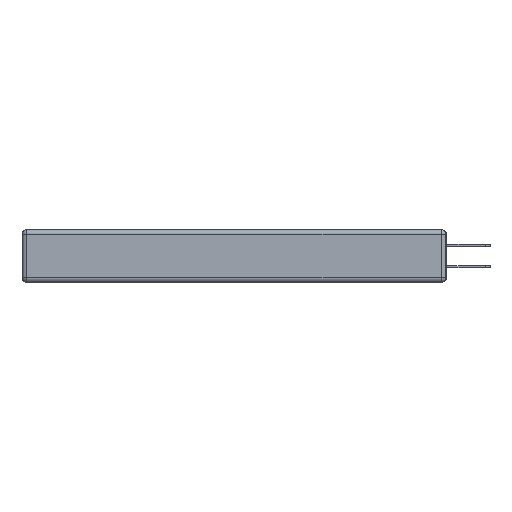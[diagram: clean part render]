
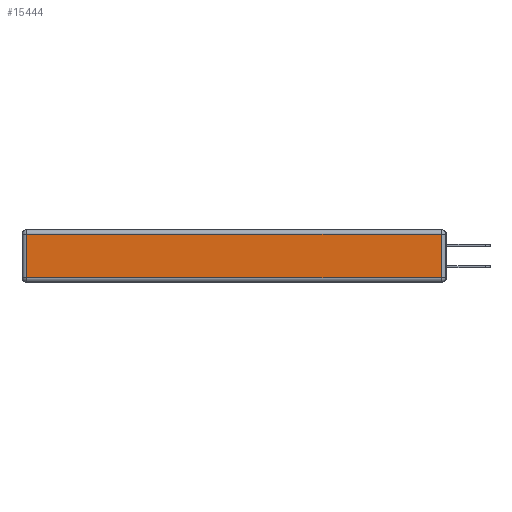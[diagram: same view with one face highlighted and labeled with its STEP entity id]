
A CAD part, left-side view. The second image highlights one B-rep face of the part: STEP entity #15444.
In plain terms, the highlighted planar face has unit normal (-1, 0, 0).
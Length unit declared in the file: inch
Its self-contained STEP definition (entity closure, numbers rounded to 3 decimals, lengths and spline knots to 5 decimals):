
#46 = ORIENTED_EDGE ( 'NONE', *, *, #12410, .T. ) ;
#884 = VERTEX_POINT ( 'NONE', #19642 ) ;
#1035 = FACE_OUTER_BOUND ( 'NONE', #12300, .T. ) ;
#1686 = DIRECTION ( 'NONE',  ( 0., 0., -1. ) ) ;
#2080 = CARTESIAN_POINT ( 'NONE',  ( 0., 2.72, -0.313 ) ) ;
#2099 = VERTEX_POINT ( 'NONE', #2709 ) ;
#2709 = CARTESIAN_POINT ( 'NONE',  ( 0., 0.03, -0.03 ) ) ;
#3456 = EDGE_CURVE ( 'NONE', #12086, #884, #8851, .T. ) ;
#4878 = CARTESIAN_POINT ( 'NONE',  ( 0., 2.75, -0.03 ) ) ;
#5302 = CARTESIAN_POINT ( 'NONE',  ( 0., 0.03, -0.343 ) ) ;
#5795 = CARTESIAN_POINT ( 'NONE',  ( 0., 2.72, -0.03 ) ) ;
#8308 = AXIS2_PLACEMENT_3D ( 'NONE', #9394, #10076, #17311 ) ;
#8433 = ORIENTED_EDGE ( 'NONE', *, *, #22265, .T. ) ;
#8851 = LINE ( 'NONE', #17505, #17040 ) ;
#9309 = VECTOR ( 'NONE', #17612, 39.37008 ) ;
#9394 = CARTESIAN_POINT ( 'NONE',  ( 0., 0., -0.343 ) ) ;
#10076 = DIRECTION ( 'NONE',  ( -1., 0., 0. ) ) ;
#11493 = VECTOR ( 'NONE', #22839, 39.37008 ) ;
#12023 = EDGE_CURVE ( 'NONE', #884, #2099, #12673, .T. ) ;
#12086 = VERTEX_POINT ( 'NONE', #2080 ) ;
#12131 = PLANE ( 'NONE',  #8308 ) ;
#12300 = EDGE_LOOP ( 'NONE', ( #20467, #20093, #46, #8433 ) ) ;
#12410 = EDGE_CURVE ( 'NONE', #2099, #20880, #14020, .T. ) ;
#12673 = LINE ( 'NONE', #5302, #9309 ) ;
#14020 = LINE ( 'NONE', #4878, #11493 ) ;
#15444 = ADVANCED_FACE ( 'NONE', ( #1035 ), #12131, .T. ) ;
#15763 = DIRECTION ( 'NONE',  ( 0., -1., 0. ) ) ;
#16250 = VECTOR ( 'NONE', #1686, 39.37008 ) ;
#17040 = VECTOR ( 'NONE', #15763, 39.37008 ) ;
#17311 = DIRECTION ( 'NONE',  ( 0., 0., 1. ) ) ;
#17505 = CARTESIAN_POINT ( 'NONE',  ( 0., 0., -0.313 ) ) ;
#17612 = DIRECTION ( 'NONE',  ( 0., 0., 1. ) ) ;
#19360 = LINE ( 'NONE', #21090, #16250 ) ;
#19642 = CARTESIAN_POINT ( 'NONE',  ( 0., 0.03, -0.313 ) ) ;
#20093 = ORIENTED_EDGE ( 'NONE', *, *, #12023, .T. ) ;
#20467 = ORIENTED_EDGE ( 'NONE', *, *, #3456, .T. ) ;
#20880 = VERTEX_POINT ( 'NONE', #5795 ) ;
#21090 = CARTESIAN_POINT ( 'NONE',  ( 0., 2.72, -0.343 ) ) ;
#22265 = EDGE_CURVE ( 'NONE', #20880, #12086, #19360, .T. ) ;
#22839 = DIRECTION ( 'NONE',  ( 0., 1., 0. ) ) ;
